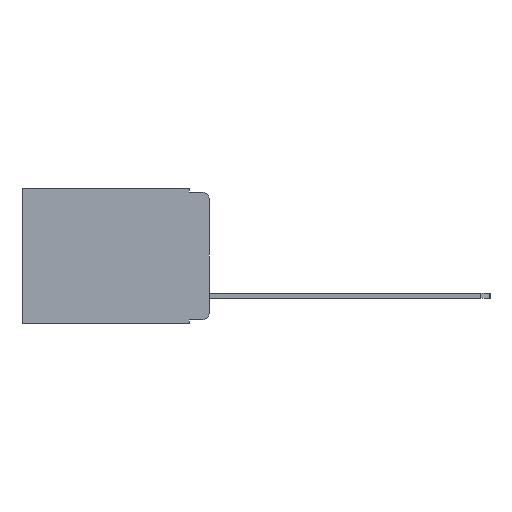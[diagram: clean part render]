
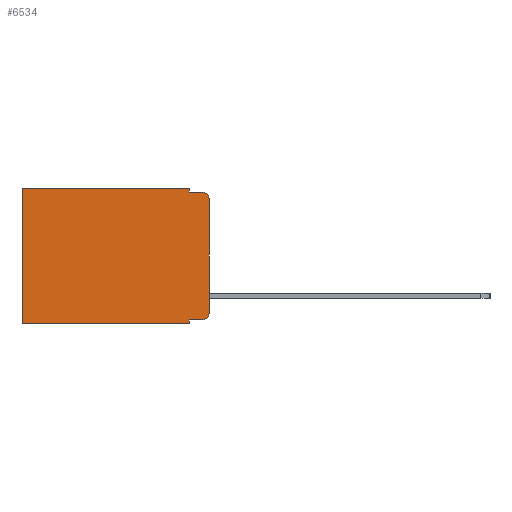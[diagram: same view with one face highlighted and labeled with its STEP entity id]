
A CAD part, left-side view. The second image highlights one B-rep face of the part: STEP entity #6534.
In plain terms, the highlighted planar face has unit normal (-1, 0, 0).
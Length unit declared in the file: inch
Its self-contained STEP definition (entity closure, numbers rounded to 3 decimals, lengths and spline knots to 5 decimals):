
#79 = LINE ( 'NONE', #9967, #4787 ) ;
#250 = ORIENTED_EDGE ( 'NONE', *, *, #8445, .F. ) ;
#272 = CIRCLE ( 'NONE', #10371, 0.02 ) ;
#301 = CARTESIAN_POINT ( 'NONE',  ( 0.298, 0.051, -0.333 ) ) ;
#356 = VERTEX_POINT ( 'NONE', #5260 ) ;
#591 = EDGE_CURVE ( 'NONE', #356, #8816, #272, .T. ) ;
#862 = CARTESIAN_POINT ( 'NONE',  ( 0.298, 0.473, 0. ) ) ;
#954 = CARTESIAN_POINT ( 'NONE',  ( 0.298, 0.473, 0. ) ) ;
#1047 = VERTEX_POINT ( 'NONE', #7154 ) ;
#1421 = LINE ( 'NONE', #5173, #10071 ) ;
#1551 = DIRECTION ( 'NONE',  ( 0., 0., -1. ) ) ;
#1623 = LINE ( 'NONE', #7793, #7950 ) ;
#2054 = VECTOR ( 'NONE', #5200, 39.37008 ) ;
#2063 = ORIENTED_EDGE ( 'NONE', *, *, #6597, .F. ) ;
#2065 = ORIENTED_EDGE ( 'NONE', *, *, #4744, .T. ) ;
#2181 = EDGE_CURVE ( 'NONE', #6284, #4276, #4664, .T. ) ;
#2246 = VECTOR ( 'NONE', #3853, 39.37008 ) ;
#2533 = VECTOR ( 'NONE', #6375, 39.37008 ) ;
#2631 = EDGE_CURVE ( 'NONE', #4276, #9033, #4923, .T. ) ;
#3041 = ORIENTED_EDGE ( 'NONE', *, *, #6288, .F. ) ;
#3266 = VECTOR ( 'NONE', #3321, 39.37008 ) ;
#3321 = DIRECTION ( 'NONE',  ( 0., 0., -1. ) ) ;
#3394 = CARTESIAN_POINT ( 'NONE',  ( 0.298, 0.051, 0. ) ) ;
#3742 = VERTEX_POINT ( 'NONE', #301 ) ;
#3851 = CARTESIAN_POINT ( 'NONE',  ( 0.298, 0., 0. ) ) ;
#3853 = DIRECTION ( 'NONE',  ( 0., 1., 0. ) ) ;
#4145 = CARTESIAN_POINT ( 'NONE',  ( 0.298, 0.473, -0.343 ) ) ;
#4247 = DIRECTION ( 'NONE',  ( 0., 0., -1. ) ) ;
#4276 = VERTEX_POINT ( 'NONE', #862 ) ;
#4362 = FACE_OUTER_BOUND ( 'NONE', #6396, .T. ) ;
#4623 = ORIENTED_EDGE ( 'NONE', *, *, #10808, .F. ) ;
#4664 = LINE ( 'NONE', #3851, #2246 ) ;
#4744 = EDGE_CURVE ( 'NONE', #1047, #8034, #7995, .T. ) ;
#4787 = VECTOR ( 'NONE', #10772, 39.37008 ) ;
#4817 = EDGE_CURVE ( 'NONE', #6284, #6776, #5366, .T. ) ;
#4923 = LINE ( 'NONE', #954, #2533 ) ;
#5038 = CARTESIAN_POINT ( 'NONE',  ( 0.298, 0.051, -0.333 ) ) ;
#5070 = DIRECTION ( 'NONE',  ( 0., -1., 0. ) ) ;
#5166 = ORIENTED_EDGE ( 'NONE', *, *, #591, .T. ) ;
#5173 = CARTESIAN_POINT ( 'NONE',  ( 0.298, 0., 0. ) ) ;
#5176 = ORIENTED_EDGE ( 'NONE', *, *, #6351, .T. ) ;
#5200 = DIRECTION ( 'NONE',  ( 0., 0., -1. ) ) ;
#5260 = CARTESIAN_POINT ( 'NONE',  ( 0.298, 0., -0.03 ) ) ;
#5299 = DIRECTION ( 'NONE',  ( -1., 0., 0. ) ) ;
#5320 = CARTESIAN_POINT ( 'NONE',  ( 0.298, 0.02, -0.03 ) ) ;
#5366 = LINE ( 'NONE', #7046, #3266 ) ;
#5593 = CARTESIAN_POINT ( 'NONE',  ( 0.298, 0.02, -0.01 ) ) ;
#5608 = CARTESIAN_POINT ( 'NONE',  ( 0.298, 0., -0.313 ) ) ;
#5756 = ORIENTED_EDGE ( 'NONE', *, *, #2631, .T. ) ;
#6082 = DIRECTION ( 'NONE',  ( 0., 0., -1. ) ) ;
#6251 = DIRECTION ( 'NONE',  ( -1., 0., 0. ) ) ;
#6284 = VERTEX_POINT ( 'NONE', #9985 ) ;
#6288 = EDGE_CURVE ( 'NONE', #6776, #8816, #79, .T. ) ;
#6351 = EDGE_CURVE ( 'NONE', #3742, #1047, #10379, .T. ) ;
#6375 = DIRECTION ( 'NONE',  ( 0., 0., -1. ) ) ;
#6396 = EDGE_LOOP ( 'NONE', ( #4623, #5166, #3041, #6984, #10990, #5756, #2063, #250, #5176, #2065 ) ) ;
#6483 = VECTOR ( 'NONE', #5070, 39.37008 ) ;
#6534 = ADVANCED_FACE ( 'NONE', ( #4362 ), #6795, .F. ) ;
#6547 = DIRECTION ( 'NONE',  ( 0., 0., -1. ) ) ;
#6580 = DIRECTION ( 'NONE',  ( 1., 0., 0. ) ) ;
#6597 = EDGE_CURVE ( 'NONE', #6673, #9033, #1623, .T. ) ;
#6673 = VERTEX_POINT ( 'NONE', #8523 ) ;
#6705 = LINE ( 'NONE', #3394, #2054 ) ;
#6776 = VERTEX_POINT ( 'NONE', #7543 ) ;
#6795 = PLANE ( 'NONE',  #8731 ) ;
#6865 = CARTESIAN_POINT ( 'NONE',  ( 0.298, 0.02, -0.313 ) ) ;
#6984 = ORIENTED_EDGE ( 'NONE', *, *, #4817, .F. ) ;
#7046 = CARTESIAN_POINT ( 'NONE',  ( 0.298, 0.051, 0. ) ) ;
#7154 = CARTESIAN_POINT ( 'NONE',  ( 0.298, 0.02, -0.333 ) ) ;
#7543 = CARTESIAN_POINT ( 'NONE',  ( 0.298, 0.051, -0.01 ) ) ;
#7780 = DIRECTION ( 'NONE',  ( 0., 1., 0. ) ) ;
#7793 = CARTESIAN_POINT ( 'NONE',  ( 0.298, 0., -0.343 ) ) ;
#7907 = CARTESIAN_POINT ( 'NONE',  ( 0.298, 0., 0. ) ) ;
#7950 = VECTOR ( 'NONE', #7780, 39.37008 ) ;
#7995 = CIRCLE ( 'NONE', #9876, 0.02 ) ;
#8034 = VERTEX_POINT ( 'NONE', #5608 ) ;
#8445 = EDGE_CURVE ( 'NONE', #3742, #6673, #6705, .T. ) ;
#8523 = CARTESIAN_POINT ( 'NONE',  ( 0.298, 0.051, -0.343 ) ) ;
#8731 = AXIS2_PLACEMENT_3D ( 'NONE', #7907, #6580, #6547 ) ;
#8816 = VERTEX_POINT ( 'NONE', #5593 ) ;
#9033 = VERTEX_POINT ( 'NONE', #4145 ) ;
#9876 = AXIS2_PLACEMENT_3D ( 'NONE', #6865, #6251, #6082 ) ;
#9967 = CARTESIAN_POINT ( 'NONE',  ( 0.298, 0.051, -0.01 ) ) ;
#9985 = CARTESIAN_POINT ( 'NONE',  ( 0.298, 0.051, 0. ) ) ;
#10071 = VECTOR ( 'NONE', #1551, 39.37008 ) ;
#10371 = AXIS2_PLACEMENT_3D ( 'NONE', #5320, #5299, #4247 ) ;
#10379 = LINE ( 'NONE', #5038, #6483 ) ;
#10772 = DIRECTION ( 'NONE',  ( 0., -1., 0. ) ) ;
#10808 = EDGE_CURVE ( 'NONE', #356, #8034, #1421, .T. ) ;
#10990 = ORIENTED_EDGE ( 'NONE', *, *, #2181, .T. ) ;
